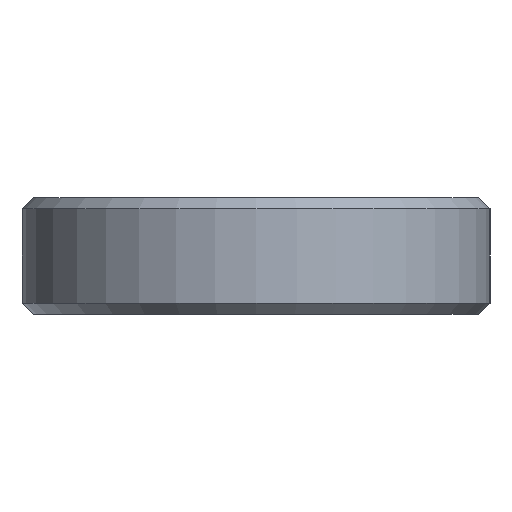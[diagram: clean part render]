
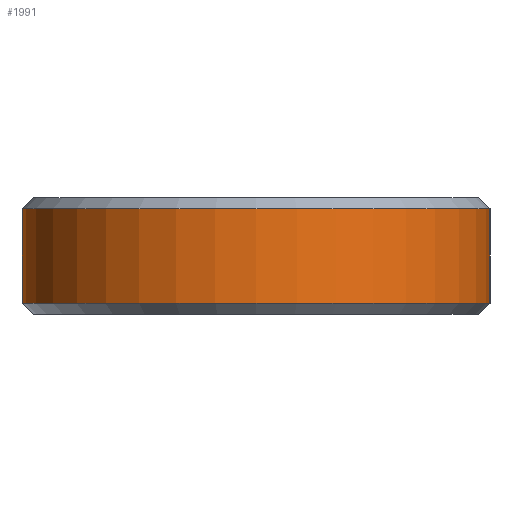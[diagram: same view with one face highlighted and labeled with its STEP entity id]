
A CAD part, left-side view. The second image highlights one B-rep face of the part: STEP entity #1991.
In plain terms, the highlighted cylindrical face has radius 6.25 mm (diameter 12.5 mm), a partial arc.
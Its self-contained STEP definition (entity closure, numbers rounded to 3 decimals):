
#45 = CONICAL_SURFACE('',#46,6.25,0.785);
#46 = AXIS2_PLACEMENT_3D('',#47,#48,#49);
#47 = CARTESIAN_POINT('',(0.,0.,0.3));
#48 = DIRECTION('',(0.,0.,1.));
#49 = DIRECTION('',(0.,1.,0.));
#733 = VERTEX_POINT('',#734);
#734 = CARTESIAN_POINT('',(0.,6.25,0.3));
#757 = VERTEX_POINT('',#758);
#758 = CARTESIAN_POINT('',(0.,-6.25,0.3));
#779 = EDGE_CURVE('',#733,#757,#780,.T.);
#780 = SURFACE_CURVE('',#781,(#786,#793),.PCURVE_S1.);
#781 = CIRCLE('',#782,6.25);
#782 = AXIS2_PLACEMENT_3D('',#783,#784,#785);
#783 = CARTESIAN_POINT('',(0.,0.,0.3));
#784 = DIRECTION('',(0.,0.,1.));
#785 = DIRECTION('',(0.,1.,0.));
#786 = PCURVE('',#45,#787);
#787 = DEFINITIONAL_REPRESENTATION('',(#788),#792);
#788 = LINE('',#789,#790);
#789 = CARTESIAN_POINT('',(0.,0.));
#790 = VECTOR('',#791,1.);
#791 = DIRECTION('',(1.,0.));
#792 = ( GEOMETRIC_REPRESENTATION_CONTEXT(2) 
PARAMETRIC_REPRESENTATION_CONTEXT() REPRESENTATION_CONTEXT('2D SPACE',''
  ) );
#793 = PCURVE('',#794,#799);
#794 = CYLINDRICAL_SURFACE('',#795,6.25);
#795 = AXIS2_PLACEMENT_3D('',#796,#797,#798);
#796 = CARTESIAN_POINT('',(0.,0.,0.));
#797 = DIRECTION('',(-0.,-0.,-1.));
#798 = DIRECTION('',(1.,0.,0.));
#799 = DEFINITIONAL_REPRESENTATION('',(#800),#804);
#800 = LINE('',#801,#802);
#801 = CARTESIAN_POINT('',(-1.571,-0.3));
#802 = VECTOR('',#803,1.);
#803 = DIRECTION('',(-1.,0.));
#804 = ( GEOMETRIC_REPRESENTATION_CONTEXT(2) 
PARAMETRIC_REPRESENTATION_CONTEXT() REPRESENTATION_CONTEXT('2D SPACE',''
  ) );
#848 = PLANE('',#849);
#849 = AXIS2_PLACEMENT_3D('',#850,#851,#852);
#850 = CARTESIAN_POINT('',(0.,6.25,0.));
#851 = DIRECTION('',(0.,1.,0.));
#852 = DIRECTION('',(1.,0.,0.));
#902 = PLANE('',#903);
#903 = AXIS2_PLACEMENT_3D('',#904,#905,#906);
#904 = CARTESIAN_POINT('',(0.,-6.25,0.));
#905 = DIRECTION('',(0.,1.,0.));
#906 = DIRECTION('',(1.,0.,0.));
#1991 = ADVANCED_FACE('',(#1992),#794,.T.);
#1992 = FACE_BOUND('',#1993,.F.);
#1993 = EDGE_LOOP('',(#1994,#2017,#2046,#2067));
#1994 = ORIENTED_EDGE('',*,*,#1995,.T.);
#1995 = EDGE_CURVE('',#733,#1996,#1998,.T.);
#1996 = VERTEX_POINT('',#1997);
#1997 = CARTESIAN_POINT('',(0.,6.25,2.825));
#1998 = SURFACE_CURVE('',#1999,(#2003,#2010),.PCURVE_S1.);
#1999 = LINE('',#2000,#2001);
#2000 = CARTESIAN_POINT('',(0.,6.25,0.));
#2001 = VECTOR('',#2002,1.);
#2002 = DIRECTION('',(0.,0.,1.));
#2003 = PCURVE('',#794,#2004);
#2004 = DEFINITIONAL_REPRESENTATION('',(#2005),#2009);
#2005 = LINE('',#2006,#2007);
#2006 = CARTESIAN_POINT('',(-1.571,0.));
#2007 = VECTOR('',#2008,1.);
#2008 = DIRECTION('',(-0.,-1.));
#2009 = ( GEOMETRIC_REPRESENTATION_CONTEXT(2) 
PARAMETRIC_REPRESENTATION_CONTEXT() REPRESENTATION_CONTEXT('2D SPACE',''
  ) );
#2010 = PCURVE('',#848,#2011);
#2011 = DEFINITIONAL_REPRESENTATION('',(#2012),#2016);
#2012 = LINE('',#2013,#2014);
#2013 = CARTESIAN_POINT('',(0.,0.));
#2014 = VECTOR('',#2015,1.);
#2015 = DIRECTION('',(0.,-1.));
#2016 = ( GEOMETRIC_REPRESENTATION_CONTEXT(2) 
PARAMETRIC_REPRESENTATION_CONTEXT() REPRESENTATION_CONTEXT('2D SPACE',''
  ) );
#2017 = ORIENTED_EDGE('',*,*,#2018,.T.);
#2018 = EDGE_CURVE('',#1996,#2019,#2021,.T.);
#2019 = VERTEX_POINT('',#2020);
#2020 = CARTESIAN_POINT('',(0.,-6.25,2.825));
#2021 = SURFACE_CURVE('',#2022,(#2027,#2034),.PCURVE_S1.);
#2022 = CIRCLE('',#2023,6.25);
#2023 = AXIS2_PLACEMENT_3D('',#2024,#2025,#2026);
#2024 = CARTESIAN_POINT('',(0.,0.,2.825));
#2025 = DIRECTION('',(0.,0.,1.));
#2026 = DIRECTION('',(0.,1.,0.));
#2027 = PCURVE('',#794,#2028);
#2028 = DEFINITIONAL_REPRESENTATION('',(#2029),#2033);
#2029 = LINE('',#2030,#2031);
#2030 = CARTESIAN_POINT('',(-1.571,-2.825));
#2031 = VECTOR('',#2032,1.);
#2032 = DIRECTION('',(-1.,0.));
#2033 = ( GEOMETRIC_REPRESENTATION_CONTEXT(2) 
PARAMETRIC_REPRESENTATION_CONTEXT() REPRESENTATION_CONTEXT('2D SPACE',''
  ) );
#2034 = PCURVE('',#2035,#2040);
#2035 = CONICAL_SURFACE('',#2036,6.25,0.785);
#2036 = AXIS2_PLACEMENT_3D('',#2037,#2038,#2039);
#2037 = CARTESIAN_POINT('',(0.,0.,2.825));
#2038 = DIRECTION('',(-0.,-0.,-1.));
#2039 = DIRECTION('',(0.,1.,0.));
#2040 = DEFINITIONAL_REPRESENTATION('',(#2041),#2045);
#2041 = LINE('',#2042,#2043);
#2042 = CARTESIAN_POINT('',(-0.,-0.));
#2043 = VECTOR('',#2044,1.);
#2044 = DIRECTION('',(-1.,-0.));
#2045 = ( GEOMETRIC_REPRESENTATION_CONTEXT(2) 
PARAMETRIC_REPRESENTATION_CONTEXT() REPRESENTATION_CONTEXT('2D SPACE',''
  ) );
#2046 = ORIENTED_EDGE('',*,*,#2047,.F.);
#2047 = EDGE_CURVE('',#757,#2019,#2048,.T.);
#2048 = SURFACE_CURVE('',#2049,(#2053,#2060),.PCURVE_S1.);
#2049 = LINE('',#2050,#2051);
#2050 = CARTESIAN_POINT('',(0.,-6.25,0.));
#2051 = VECTOR('',#2052,1.);
#2052 = DIRECTION('',(0.,0.,1.));
#2053 = PCURVE('',#794,#2054);
#2054 = DEFINITIONAL_REPRESENTATION('',(#2055),#2059);
#2055 = LINE('',#2056,#2057);
#2056 = CARTESIAN_POINT('',(-4.712,0.));
#2057 = VECTOR('',#2058,1.);
#2058 = DIRECTION('',(-0.,-1.));
#2059 = ( GEOMETRIC_REPRESENTATION_CONTEXT(2) 
PARAMETRIC_REPRESENTATION_CONTEXT() REPRESENTATION_CONTEXT('2D SPACE',''
  ) );
#2060 = PCURVE('',#902,#2061);
#2061 = DEFINITIONAL_REPRESENTATION('',(#2062),#2066);
#2062 = LINE('',#2063,#2064);
#2063 = CARTESIAN_POINT('',(0.,0.));
#2064 = VECTOR('',#2065,1.);
#2065 = DIRECTION('',(0.,-1.));
#2066 = ( GEOMETRIC_REPRESENTATION_CONTEXT(2) 
PARAMETRIC_REPRESENTATION_CONTEXT() REPRESENTATION_CONTEXT('2D SPACE',''
  ) );
#2067 = ORIENTED_EDGE('',*,*,#779,.F.);
